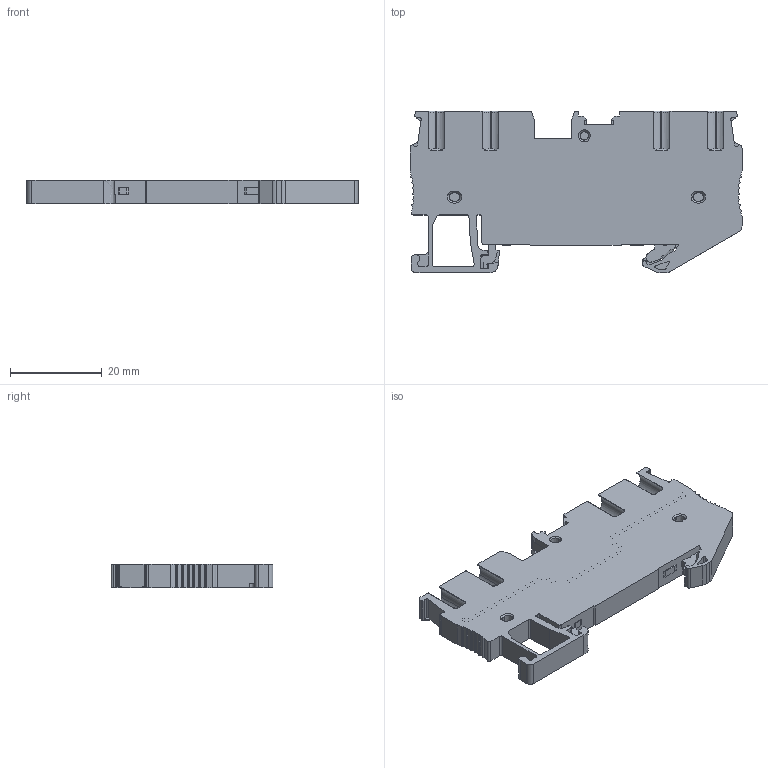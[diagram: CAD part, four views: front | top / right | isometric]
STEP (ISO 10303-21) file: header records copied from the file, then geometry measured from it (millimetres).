
FILE_DESCRIPTION((''),'2;1');
FILE_NAME('5YB576497_ASM','2021-04-19T',('Administrator'),(''),'PRO/ENGINEER BY PARAMETRIC TECHNOLOGY CORPORATION, 2013230','PRO/ENGINEER BY PARAMETRIC TECHNOLOGY CORPORATION, 2013230','');
FILE_SCHEMA(('CONFIG_CONTROL_DESIGN'));
Length unit declared in the file: millimetre
Products named in the file (1): 5YB576497_ASM
Bounding box: 72.2 x 35.2 x 5.2 mm (x, y, z)
Volume: 8957 mm3; surface area: 8993.7 mm2
Topology: 1 solids, 7 shells, 1163 faces, 3359 edges, 2227 vertices
Faces by surface type: plane 784, cylinder 308, torus 40, bspline 16, cone 14, extrusion 1
Entity records: 40800 total; most frequent: CARTESIAN_POINT 7912, ORIENTED_EDGE 6718, DIRECTION 6186, EDGE_CURVE 3359, VECTOR 2466, LINE 2465, VERTEX_POINT 2227, AXIS2_PLACEMENT_3D 1860
